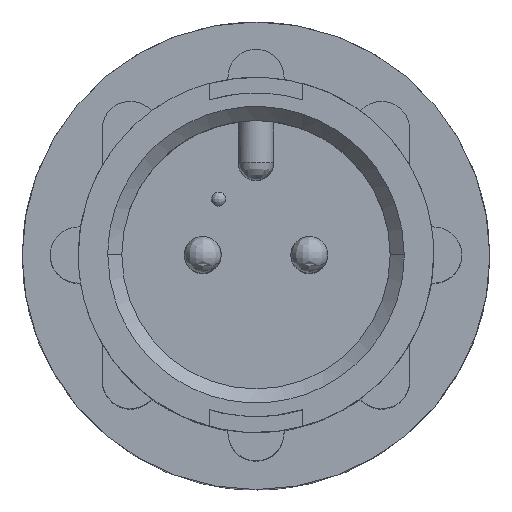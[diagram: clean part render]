
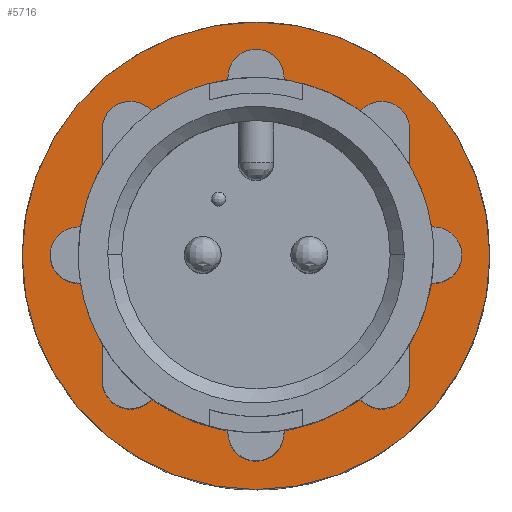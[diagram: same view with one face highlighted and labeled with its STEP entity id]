
A CAD part, top view. The second image highlights one B-rep face of the part: STEP entity #5716.
In plain terms, the highlighted planar face has unit normal (0, 0, 1).
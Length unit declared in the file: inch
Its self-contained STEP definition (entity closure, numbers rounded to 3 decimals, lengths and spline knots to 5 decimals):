
#39 = CARTESIAN_POINT ( 'NONE',  ( 0., 0., -0.672 ) ) ;
#413 = CIRCLE ( 'NONE', #11217, 0.1705 ) ;
#627 = ORIENTED_EDGE ( 'NONE', *, *, #6514, .T. ) ;
#739 = CARTESIAN_POINT ( 'NONE',  ( 0.25, 0., -0.672 ) ) ;
#806 = DIRECTION ( 'NONE',  ( 1., 0., 0. ) ) ;
#1835 = DIRECTION ( 'NONE',  ( 0., 0., -1. ) ) ;
#1949 = VERTEX_POINT ( 'NONE', #3750 ) ;
#2128 = CARTESIAN_POINT ( 'NONE',  ( 0., 0., -0.672 ) ) ;
#2168 = PLANE ( 'NONE',  #2789 ) ;
#2475 = CARTESIAN_POINT ( 'NONE',  ( 0., 0., -0.672 ) ) ;
#2647 = AXIS2_PLACEMENT_3D ( 'NONE', #8231, #11662, #4508 ) ;
#2789 = AXIS2_PLACEMENT_3D ( 'NONE', #5628, #4729, #8403 ) ;
#3199 = EDGE_CURVE ( 'NONE', #5015, #4988, #9023, .T. ) ;
#3750 = CARTESIAN_POINT ( 'NONE',  ( -0.1705, 0., -0.672 ) ) ;
#3795 = CARTESIAN_POINT ( 'NONE',  ( 0.1705, 0., -0.672 ) ) ;
#4020 = DIRECTION ( 'NONE',  ( 1., 0., 0. ) ) ;
#4293 = DIRECTION ( 'NONE',  ( 0., 0., -1. ) ) ;
#4334 = DIRECTION ( 'NONE',  ( 1., 0., 0. ) ) ;
#4508 = DIRECTION ( 'NONE',  ( 1., 0., 0. ) ) ;
#4729 = DIRECTION ( 'NONE',  ( 0., 0., 1. ) ) ;
#4734 = VERTEX_POINT ( 'NONE', #3795 ) ;
#4846 = DIRECTION ( 'NONE',  ( 0., 0., -1. ) ) ;
#4988 = VERTEX_POINT ( 'NONE', #9863 ) ;
#5015 = VERTEX_POINT ( 'NONE', #739 ) ;
#5628 = CARTESIAN_POINT ( 'NONE',  ( 0., 0.1725, -0.672 ) ) ;
#5643 = AXIS2_PLACEMENT_3D ( 'NONE', #39, #1835, #806 ) ;
#5716 = ADVANCED_FACE ( 'NONE', ( #7623, #6205 ), #2168, .T. ) ;
#5749 = CIRCLE ( 'NONE', #6346, 0.25 ) ;
#5814 = EDGE_LOOP ( 'NONE', ( #10913, #10934 ) ) ;
#6051 = CIRCLE ( 'NONE', #2647, 0.1705 ) ;
#6205 = FACE_OUTER_BOUND ( 'NONE', #5814, .T. ) ;
#6268 = ORIENTED_EDGE ( 'NONE', *, *, #8911, .T. ) ;
#6346 = AXIS2_PLACEMENT_3D ( 'NONE', #2128, #4846, #4020 ) ;
#6514 = EDGE_CURVE ( 'NONE', #1949, #4734, #413, .T. ) ;
#7623 = FACE_BOUND ( 'NONE', #10639, .T. ) ;
#8231 = CARTESIAN_POINT ( 'NONE',  ( 0., 0., -0.672 ) ) ;
#8403 = DIRECTION ( 'NONE',  ( 1., 0., 0. ) ) ;
#8911 = EDGE_CURVE ( 'NONE', #4734, #1949, #6051, .T. ) ;
#9023 = CIRCLE ( 'NONE', #5643, 0.25 ) ;
#9863 = CARTESIAN_POINT ( 'NONE',  ( -0.25, 0., -0.672 ) ) ;
#10639 = EDGE_LOOP ( 'NONE', ( #6268, #627 ) ) ;
#10903 = EDGE_CURVE ( 'NONE', #4988, #5015, #5749, .T. ) ;
#10913 = ORIENTED_EDGE ( 'NONE', *, *, #3199, .F. ) ;
#10934 = ORIENTED_EDGE ( 'NONE', *, *, #10903, .F. ) ;
#11217 = AXIS2_PLACEMENT_3D ( 'NONE', #2475, #4293, #4334 ) ;
#11662 = DIRECTION ( 'NONE',  ( 0., 0., -1. ) ) ;
